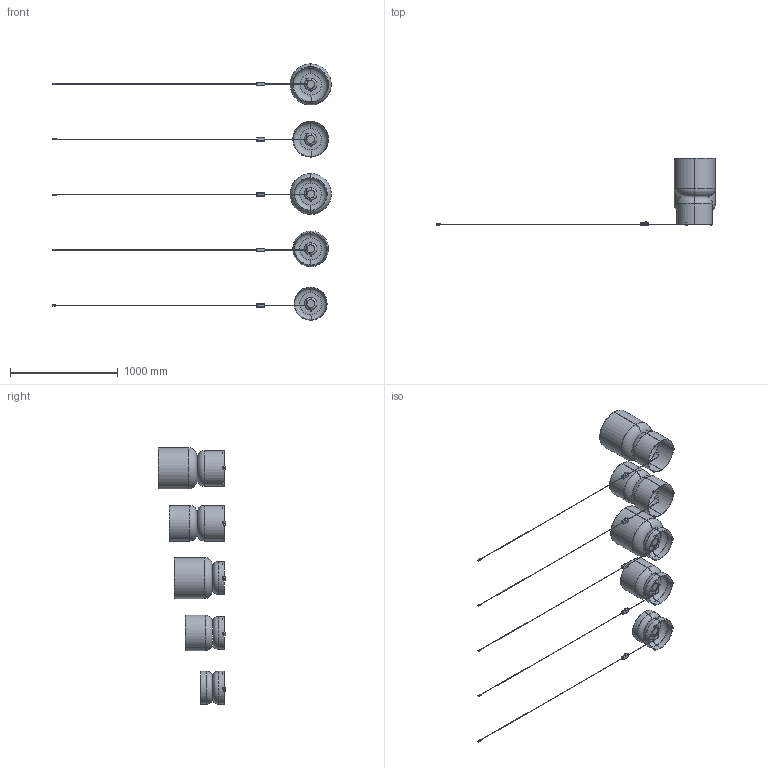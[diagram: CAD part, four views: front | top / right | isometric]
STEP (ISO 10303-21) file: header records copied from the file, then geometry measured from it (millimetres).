
FILE_DESCRIPTION (( 'STEP AP214' ), '1' );
FILE_NAME ('Pablo Designs - Totem Table - SHARE CAD - 092623.STEP', '2023-09-26T20:48:25', ( '' ), ( '' ), 'SwSTEP 2.0', 'SolidWorks 2019', '' );
FILE_SCHEMA (( 'AUTOMOTIVE_DESIGN' ));
Length unit declared in the file: inch
Products named in the file (4): Pablo Designs - Totem Table - Share CAD - Lamps only; Pablo Designs - Totem Table - SHARE CAD - 092623; Dimmer; Totem Table, Foot, 18x12X2.5gap, 091923.step
Assembly tree (21 placements, depth 2):
  Pablo Designs - Totem Table - SHARE CAD - 092623
    Pablo Designs - Totem Table - Share CAD - Lamps only
    Totem Table, Foot, 18x12X2.5gap, 091923.step  x15
    Dimmer  x5
Bounding box: 2580.67 x 622.11 x 2374.89 mm (x, y, z)
Volume: 8530467.4 mm3; surface area: 12322658.2 mm2
Topology: 142 solids, 142 shells, 4856 faces, 11705 edges, 7502 vertices
Faces by surface type: plane 2287, cylinder 1626, bspline 365, cone 354, torus 180, sphere 44
Entity records: 216398 total; most frequent: CARTESIAN_POINT 61937, DIRECTION 20614, ORIENTED_EDGE 20186, EDGE_CURVE 10093, AXIS2_PLACEMENT_3D 7335, VERTEX_POINT 6566, VECTOR 5944, LINE 5944
